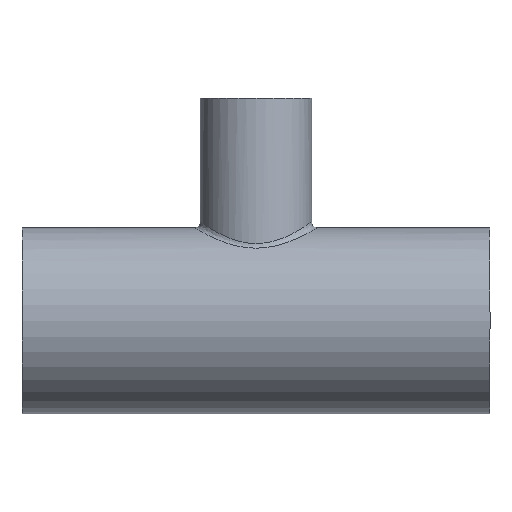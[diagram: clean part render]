
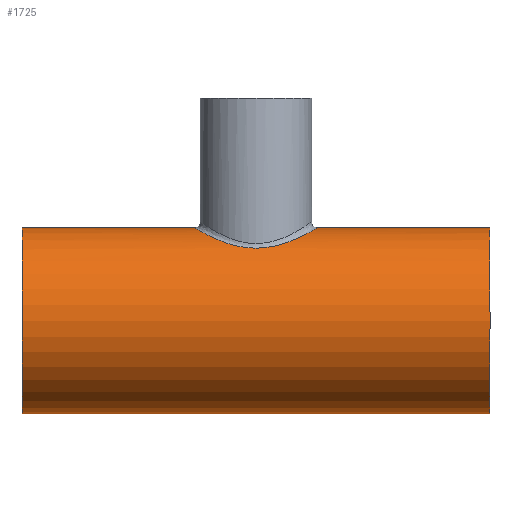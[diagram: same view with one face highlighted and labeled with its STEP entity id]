
A CAD part, front view. The second image highlights one B-rep face of the part: STEP entity #1725.
In plain terms, the highlighted cylindrical face has radius 31.75 mm (diameter 63.5 mm), a full revolution.
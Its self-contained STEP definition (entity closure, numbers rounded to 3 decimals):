
#1526=CARTESIAN_POINT('',(0.,-19.803,24.818));
#1527=VERTEX_POINT('',#1526);
#1605=CARTESIAN_POINT('',(0.,-19.803,24.818));
#1606=CARTESIAN_POINT('',(1.212,-19.803,24.817));
#1607=CARTESIAN_POINT('',(2.829,-19.67,24.925));
#1608=CARTESIAN_POINT('',(5.178,-19.22,25.273));
#1609=CARTESIAN_POINT('',(7.084,-18.692,25.67));
#1610=CARTESIAN_POINT('',(9.082,-17.9,26.23));
#1611=CARTESIAN_POINT('',(10.45,-17.202,26.689));
#1612=CARTESIAN_POINT('',(11.762,-16.444,27.165));
#1613=CARTESIAN_POINT('',(13.164,-15.503,27.722));
#1614=CARTESIAN_POINT('',(14.887,-14.056,28.486));
#1615=CARTESIAN_POINT('',(16.433,-12.438,29.231));
#1616=CARTESIAN_POINT('',(17.482,-11.065,29.77));
#1617=CARTESIAN_POINT('',(18.568,-9.397,30.345));
#1618=CARTESIAN_POINT('',(19.618,-7.384,30.924));
#1619=CARTESIAN_POINT('',(20.499,-4.754,31.428));
#1620=CARTESIAN_POINT('',(20.867,-2.762,31.643));
#1621=CARTESIAN_POINT('',(21.071,-0.745,31.762));
#1622=CARTESIAN_POINT('',(21.069,1.546,31.761));
#1623=CARTESIAN_POINT('',(20.695,3.799,31.542));
#1624=CARTESIAN_POINT('',(20.167,5.746,31.238));
#1625=CARTESIAN_POINT('',(19.655,7.173,30.947));
#1626=CARTESIAN_POINT('',(18.901,8.757,30.529));
#1627=CARTESIAN_POINT('',(17.914,10.478,29.994));
#1628=CARTESIAN_POINT('',(16.437,12.486,29.227));
#1629=CARTESIAN_POINT('',(14.32,14.609,28.218));
#1630=CARTESIAN_POINT('',(12.13,16.25,27.293));
#1631=CARTESIAN_POINT('',(10.366,17.258,26.655));
#1632=CARTESIAN_POINT('',(8.519,18.143,26.063));
#1633=CARTESIAN_POINT('',(6.338,18.962,25.474));
#1634=CARTESIAN_POINT('',(3.992,19.478,25.074));
#1635=CARTESIAN_POINT('',(1.867,19.745,24.864));
#1636=CARTESIAN_POINT('',(-0.289,19.861,24.77));
#1637=CARTESIAN_POINT('',(-2.713,19.683,24.914));
#1638=CARTESIAN_POINT('',(-4.809,19.298,25.213));
#1639=CARTESIAN_POINT('',(-6.852,18.77,25.612));
#1640=CARTESIAN_POINT('',(-8.81,18.031,26.142));
#1641=CARTESIAN_POINT('',(-10.634,17.11,26.75));
#1642=CARTESIAN_POINT('',(-12.361,16.079,27.39));
#1643=CARTESIAN_POINT('',(-14.366,14.571,28.238));
#1644=CARTESIAN_POINT('',(-16.118,12.8,29.076));
#1645=CARTESIAN_POINT('',(-17.343,11.254,29.698));
#1646=CARTESIAN_POINT('',(-18.644,9.333,30.382));
#1647=CARTESIAN_POINT('',(-19.6,7.381,30.916));
#1648=CARTESIAN_POINT('',(-20.238,5.476,31.279));
#1649=CARTESIAN_POINT('',(-20.688,3.852,31.538));
#1650=CARTESIAN_POINT('',(-21.071,1.517,31.763));
#1651=CARTESIAN_POINT('',(-21.07,-1.539,31.761));
#1652=CARTESIAN_POINT('',(-20.655,-4.042,31.519));
#1653=CARTESIAN_POINT('',(-20.088,-5.981,31.193));
#1654=CARTESIAN_POINT('',(-19.553,-7.383,30.89));
#1655=CARTESIAN_POINT('',(-18.481,-9.649,30.295));
#1656=CARTESIAN_POINT('',(-16.923,-11.931,29.467));
#1657=CARTESIAN_POINT('',(-14.874,-14.067,28.48));
#1658=CARTESIAN_POINT('',(-13.151,-15.514,27.716));
#1659=CARTESIAN_POINT('',(-11.267,-16.774,26.969));
#1660=CARTESIAN_POINT('',(-9.248,-17.834,26.277));
#1661=CARTESIAN_POINT('',(-7.081,-18.693,25.67));
#1662=CARTESIAN_POINT('',(-4.802,-19.324,25.195));
#1663=CARTESIAN_POINT('',(-2.424,-19.715,24.888));
#1664=CARTESIAN_POINT('',(-0.808,-19.803,24.818));
#1665=CARTESIAN_POINT('',(0.,-19.803,24.818));
#1666=CARTESIAN_POINT('',(0.,-19.803,24.818));
#1667=CARTESIAN_POINT('',(0.,-19.803,24.818));
#1668=CARTESIAN_POINT('',(0.,-19.803,24.818));
#1669=B_SPLINE_CURVE_WITH_KNOTS('',3,(#1605,#1606,#1607,#1608,#1609,#1610,#1611,#1612,#1613,#1614,#1615,#1616,#1617,#1618,#1619,#1620,#1621,#1622,#1623,#1624,#1625,#1626,#1627,#1628,#1629,#1630,#1631,#1632,#1633,#1634,#1635,#1636,#1637,#1638,#1639,#1640,#1641,#1642,#1643,#1644,#1645,#1646,#1647,#1648,#1649,#1650,#1651,#1652,#1653,#1654,#1655,#1656,#1657,#1658,#1659,#1660,#1661,#1662,#1663,#1664,#1665,#1666,#1667,#1668),.UNSPECIFIED.,.T.,.U.,(4,1,1,1,1,1,1,1,1,1,1,1,1,1,1,1,1,1,1,1,1,1,1,1,1,1,1,1,1,1,1,1,1,1,1,1,1,1,1,1,1,1,1,1,1,1,1,1,1,1,1,1,1,1,1,1,1,1,3,4),(-11.845,-11.528,-11.422,-11.21,-10.999,-10.84,-10.787,-10.576,-10.364,-10.153,-9.941,-9.871,-9.589,-9.307,-9.095,-9.025,-8.743,-8.461,-8.39,-8.179,-8.038,-7.897,-7.615,-7.332,-7.05,-6.839,-6.768,-6.486,-6.204,-6.134,-5.922,-5.64,-5.499,-5.358,-5.076,-4.935,-4.794,-4.512,-4.23,-4.089,-3.948,-3.572,-3.478,-3.384,-3.102,-2.82,-2.538,-2.397,-2.256,-2.115,-1.692,-1.481,-1.269,-1.058,-0.846,-0.635,-0.423,-0.212,0.0,0.),.UNSPECIFIED.);
#1670=EDGE_CURVE('',#1527,#1527,#1669,.T.);
#1695=CARTESIAN_POINT('',(0.0,0.0,0.0));
#1696=DIRECTION('',(-1.0,0.0,0.0));
#1697=DIRECTION('',(0.0,-1.0,0.0));
#1698=AXIS2_PLACEMENT_3D('',#1695,#1696,#1697);
#1699=CYLINDRICAL_SURFACE('',#1698,31.75);
#1700=CARTESIAN_POINT('',(-80.0,-31.75,0.0));
#1701=VERTEX_POINT('',#1700);
#1702=CARTESIAN_POINT('',(-80.0,0.0,0.0));
#1703=DIRECTION('',(-1.0,0.0,0.0));
#1704=DIRECTION('',(0.0,-1.0,0.0));
#1705=AXIS2_PLACEMENT_3D('',#1702,#1703,#1704);
#1706=CIRCLE('',#1705,31.75);
#1707=EDGE_CURVE('',#1701,#1701,#1706,.T.);
#1708=ORIENTED_EDGE('',*,*,#1707,.F.);
#1709=EDGE_LOOP('',(#1708));
#1710=FACE_OUTER_BOUND('',#1709,.T.);
#1711=CARTESIAN_POINT('',(80.0,-31.75,0.0));
#1712=VERTEX_POINT('',#1711);
#1713=CARTESIAN_POINT('',(80.,0.0,0.0));
#1714=DIRECTION('',(-1.0,0.0,0.0));
#1715=DIRECTION('',(0.0,-1.0,0.0));
#1716=AXIS2_PLACEMENT_3D('',#1713,#1714,#1715);
#1717=CIRCLE('',#1716,31.75);
#1718=EDGE_CURVE('',#1712,#1712,#1717,.T.);
#1719=ORIENTED_EDGE('',*,*,#1718,.T.);
#1720=EDGE_LOOP('',(#1719));
#1721=FACE_BOUND('',#1720,.T.);
#1722=ORIENTED_EDGE('',*,*,#1670,.F.);
#1723=EDGE_LOOP('',(#1722));
#1724=FACE_BOUND('',#1723,.T.);
#1725=ADVANCED_FACE('',(#1710,#1721,#1724),#1699,.T.);
